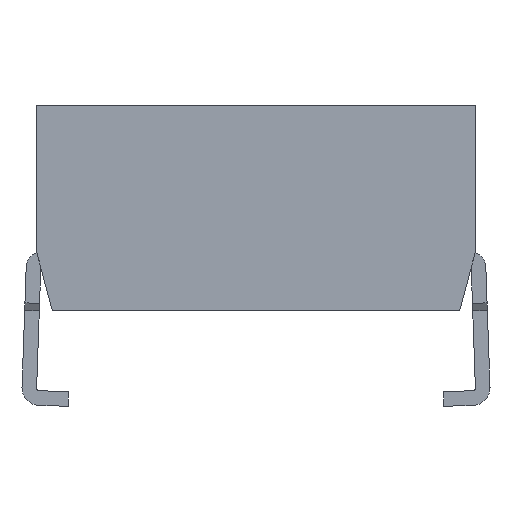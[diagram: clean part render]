
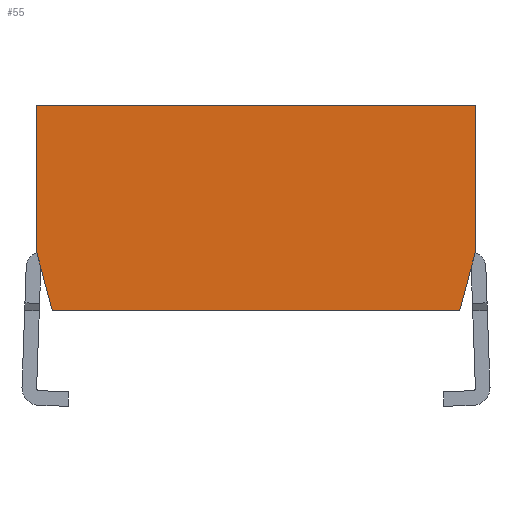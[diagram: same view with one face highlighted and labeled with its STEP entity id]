
A CAD part, left-side view. The second image highlights one B-rep face of the part: STEP entity #55.
In plain terms, the highlighted planar face has unit normal (-1, 0, 0).
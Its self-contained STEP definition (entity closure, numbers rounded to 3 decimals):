
#55=ADVANCED_FACE('',(#425),#426,.T.);
#425=FACE_OUTER_BOUND('',#1161,.T.);
#426=PLANE('',#1162);
#1161=EDGE_LOOP('',(#1966,#1967,#1968,#1969,#1970,#1971));
#1162=AXIS2_PLACEMENT_3D('',#1972,#1973,#1974);
#1966=ORIENTED_EDGE('',*,*,#4967,.T.);
#1967=ORIENTED_EDGE('',*,*,#4968,.T.);
#1968=ORIENTED_EDGE('',*,*,#4969,.F.);
#1969=ORIENTED_EDGE('',*,*,#4934,.F.);
#1970=ORIENTED_EDGE('',*,*,#4970,.T.);
#1971=ORIENTED_EDGE('',*,*,#4971,.T.);
#1972=CARTESIAN_POINT('',(-11.15,3.75,0.0));
#1973=DIRECTION('',(-1.0,0.0,0.0));
#1974=DIRECTION('',(0.0,0.0,1.0));
#4934=EDGE_CURVE('',#5954,#5949,#5956,.T.);
#4967=EDGE_CURVE('',#6021,#6022,#6023,.T.);
#4968=EDGE_CURVE('',#6022,#6024,#6025,.T.);
#4969=EDGE_CURVE('',#5949,#6024,#6026,.T.);
#4970=EDGE_CURVE('',#5954,#6027,#6028,.T.);
#4971=EDGE_CURVE('',#6027,#6021,#6029,.T.);
#5949=VERTEX_POINT('',#7603);
#5954=VERTEX_POINT('',#7610);
#5956=LINE('',#7613,#7614);
#6021=VERTEX_POINT('',#7711);
#6022=VERTEX_POINT('',#7712);
#6023=LINE('',#7713,#7714);
#6024=VERTEX_POINT('',#7715);
#6025=LINE('',#7716,#7717);
#6026=LINE('',#7718,#7719);
#6027=VERTEX_POINT('',#7720);
#6028=LINE('',#7721,#7722);
#6029=LINE('',#7723,#7724);
#7603=CARTESIAN_POINT('',(-11.15,-3.75,0.0));
#7610=CARTESIAN_POINT('',(-11.15,3.75,0.0));
#7613=CARTESIAN_POINT('',(-11.15,3.75,0.0));
#7614=VECTOR('',#10086,7.5);
#7711=CARTESIAN_POINT('',(-11.15,3.482,-3.5));
#7712=CARTESIAN_POINT('',(-11.15,-3.482,-3.5));
#7713=CARTESIAN_POINT('',(-11.15,3.482,-3.5));
#7714=VECTOR('',#10119,6.964);
#7715=CARTESIAN_POINT('',(-11.15,-3.75,-2.5));
#7716=CARTESIAN_POINT('',(-11.15,-3.482,-3.5));
#7717=VECTOR('',#10120,1.035);
#7718=CARTESIAN_POINT('',(-11.15,-3.75,0.0));
#7719=VECTOR('',#10121,2.5);
#7720=CARTESIAN_POINT('',(-11.15,3.75,-2.5));
#7721=CARTESIAN_POINT('',(-11.15,3.75,0.0));
#7722=VECTOR('',#10122,2.5);
#7723=CARTESIAN_POINT('',(-11.15,3.75,-2.5));
#7724=VECTOR('',#10123,1.035);
#10086=DIRECTION('',(0.0,-1.0,0.0));
#10119=DIRECTION('',(0.0,-1.0,0.0));
#10120=DIRECTION('',(0.0,-0.259,0.966));
#10121=DIRECTION('',(0.0,0.0,-1.0));
#10122=DIRECTION('',(0.0,0.0,-1.0));
#10123=DIRECTION('',(0.0,-0.259,-0.966));
